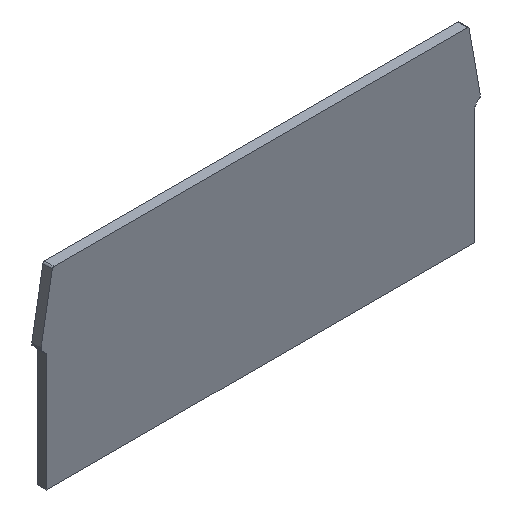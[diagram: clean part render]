
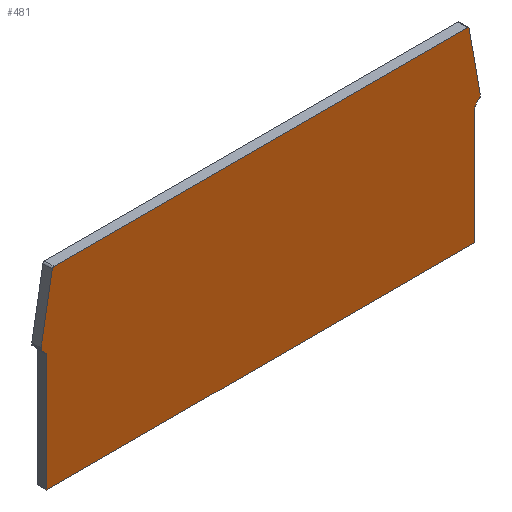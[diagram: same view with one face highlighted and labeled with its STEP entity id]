
A CAD part, isometric view. The second image highlights one B-rep face of the part: STEP entity #481.
In plain terms, the highlighted face is planar.
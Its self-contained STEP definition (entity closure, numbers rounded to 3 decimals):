
#5 = EDGE_CURVE ( 'NONE', #66, #216, #616, .T. ) ;
#8 = VERTEX_POINT ( 'NONE', #558 ) ;
#9 = DIRECTION ( 'NONE',  ( 0., 0., -1. ) ) ;
#13 = ORIENTED_EDGE ( 'NONE', *, *, #492, .T. ) ;
#14 = LINE ( 'NONE', #169, #612 ) ;
#35 = LINE ( 'NONE', #546, #337 ) ;
#36 = VERTEX_POINT ( 'NONE', #507 ) ;
#38 = AXIS2_PLACEMENT_3D ( 'NONE', #82, #587, #495 ) ;
#39 = CARTESIAN_POINT ( 'NONE',  ( 0., -34.4, -11.646 ) ) ;
#43 = ORIENTED_EDGE ( 'NONE', *, *, #115, .T. ) ;
#50 = ORIENTED_EDGE ( 'NONE', *, *, #636, .T. ) ;
#53 = FACE_OUTER_BOUND ( 'NONE', #441, .T. ) ;
#57 = VECTOR ( 'NONE', #386, 1000. ) ;
#58 = CARTESIAN_POINT ( 'NONE',  ( 0., -34.4, -11.646 ) ) ;
#63 = DIRECTION ( 'NONE',  ( 0., -0.174, 0.985 ) ) ;
#64 = DIRECTION ( 'NONE',  ( 0., 1., 0. ) ) ;
#66 = VERTEX_POINT ( 'NONE', #602 ) ;
#68 = DIRECTION ( 'NONE',  ( 0., 0., 1. ) ) ;
#75 = EDGE_CURVE ( 'NONE', #162, #149, #260, .T. ) ;
#77 = CARTESIAN_POINT ( 'NONE',  ( 0., -35.25, -10.338 ) ) ;
#82 = CARTESIAN_POINT ( 'NONE',  ( 0., 35.05, -10.589 ) ) ;
#85 = VECTOR ( 'NONE', #280, 1000. ) ;
#92 = EDGE_CURVE ( 'NONE', #290, #399, #320, .T. ) ;
#94 = CARTESIAN_POINT ( 'NONE',  ( 0., 33.175, 0. ) ) ;
#97 = LINE ( 'NONE', #339, #241 ) ;
#99 = CARTESIAN_POINT ( 'NONE',  ( 0., -34.488, -11.434 ) ) ;
#107 = VECTOR ( 'NONE', #9, 1000. ) ;
#108 = AXIS2_PLACEMENT_3D ( 'NONE', #519, #451, #270 ) ;
#110 = VERTEX_POINT ( 'NONE', #332 ) ;
#115 = EDGE_CURVE ( 'NONE', #247, #414, #630, .T. ) ;
#117 = CARTESIAN_POINT ( 'NONE',  ( 0., -35.05, -10.589 ) ) ;
#119 = CARTESIAN_POINT ( 'NONE',  ( 0., -35.25, -10.589 ) ) ;
#129 = CARTESIAN_POINT ( 'NONE',  ( 0., 34.7, -11.646 ) ) ;
#137 = CIRCLE ( 'NONE', #108, 0.3 ) ;
#138 = LINE ( 'NONE', #305, #533 ) ;
#141 = EDGE_CURVE ( 'NONE', #399, #247, #417, .T. ) ;
#143 = CARTESIAN_POINT ( 'NONE',  ( 0., 34.488, -11.434 ) ) ;
#149 = VERTEX_POINT ( 'NONE', #119 ) ;
#155 = ORIENTED_EDGE ( 'NONE', *, *, #388, .T. ) ;
#162 = VERTEX_POINT ( 'NONE', #77 ) ;
#165 = CIRCLE ( 'NONE', #225, 0.3 ) ;
#169 = CARTESIAN_POINT ( 'NONE',  ( 0., -2.5, -30.5 ) ) ;
#172 = ORIENTED_EDGE ( 'NONE', *, *, #551, .T. ) ;
#173 = CARTESIAN_POINT ( 'NONE',  ( 0., 3.3, -30.5 ) ) ;
#191 = VERTEX_POINT ( 'NONE', #582 ) ;
#212 = CARTESIAN_POINT ( 'NONE',  ( 0., -33.175, 0. ) ) ;
#214 = ORIENTED_EDGE ( 'NONE', *, *, #617, .T. ) ;
#216 = VERTEX_POINT ( 'NONE', #644 ) ;
#225 = AXIS2_PLACEMENT_3D ( 'NONE', #463, #603, #508 ) ;
#232 = EDGE_CURVE ( 'NONE', #421, #110, #592, .T. ) ;
#239 = EDGE_CURVE ( 'NONE', #110, #8, #284, .T. ) ;
#241 = VECTOR ( 'NONE', #589, 1000. ) ;
#243 = ORIENTED_EDGE ( 'NONE', *, *, #335, .T. ) ;
#247 = VERTEX_POINT ( 'NONE', #94 ) ;
#258 = PLANE ( 'NONE',  #327 ) ;
#259 = VERTEX_POINT ( 'NONE', #39 ) ;
#260 = LINE ( 'NONE', #607, #107 ) ;
#270 = DIRECTION ( 'NONE',  ( 0., 0., 1. ) ) ;
#271 = ORIENTED_EDGE ( 'NONE', *, *, #75, .T. ) ;
#272 = CARTESIAN_POINT ( 'NONE',  ( 0., 34.4, -30. ) ) ;
#274 = CARTESIAN_POINT ( 'NONE',  ( 0., -34.4, -30.5 ) ) ;
#280 = DIRECTION ( 'NONE',  ( 0., 0.707, -0.707 ) ) ;
#281 = ORIENTED_EDGE ( 'NONE', *, *, #141, .T. ) ;
#283 = CARTESIAN_POINT ( 'NONE',  ( 0., 35.25, -10.589 ) ) ;
#284 = CIRCLE ( 'NONE', #38, 0.2 ) ;
#287 = DIRECTION ( 'NONE',  ( 0., -1., 0. ) ) ;
#288 = DIRECTION ( 'NONE',  ( -1., 0., 0. ) ) ;
#290 = VERTEX_POINT ( 'NONE', #443 ) ;
#300 = DIRECTION ( 'NONE',  ( 0., -1., 0. ) ) ;
#305 = CARTESIAN_POINT ( 'NONE',  ( 0., -33.471, -0.248 ) ) ;
#306 = EDGE_CURVE ( 'NONE', #216, #395, #97, .T. ) ;
#311 = ORIENTED_EDGE ( 'NONE', *, *, #5, .T. ) ;
#313 = DIRECTION ( 'NONE',  ( 0., 0., -1. ) ) ;
#318 = CARTESIAN_POINT ( 'NONE',  ( 0., 33.471, -0.248 ) ) ;
#319 = ORIENTED_EDGE ( 'NONE', *, *, #351, .T. ) ;
#320 = LINE ( 'NONE', #517, #477 ) ;
#327 = AXIS2_PLACEMENT_3D ( 'NONE', #357, #618, #471 ) ;
#328 = DIRECTION ( 'NONE',  ( 1., 0., 0. ) ) ;
#332 = CARTESIAN_POINT ( 'NONE',  ( 0., 35.191, -10.73 ) ) ;
#335 = EDGE_CURVE ( 'NONE', #583, #66, #35, .T. ) ;
#337 = VECTOR ( 'NONE', #435, 1000. ) ;
#339 = CARTESIAN_POINT ( 'NONE',  ( 0., 34.4, -21.4 ) ) ;
#351 = EDGE_CURVE ( 'NONE', #414, #36, #137, .T. ) ;
#356 = DIRECTION ( 'NONE',  ( 0., -0.174, -0.985 ) ) ;
#357 = CARTESIAN_POINT ( 'NONE',  ( 0., 33.175, -0.3 ) ) ;
#363 = VECTOR ( 'NONE', #287, 1000. ) ;
#364 = CIRCLE ( 'NONE', #375, 0.2 ) ;
#374 = VECTOR ( 'NONE', #313, 1000. ) ;
#375 = AXIS2_PLACEMENT_3D ( 'NONE', #117, #328, #526 ) ;
#378 = DIRECTION ( 'NONE',  ( 1., 0., 0. ) ) ;
#384 = CARTESIAN_POINT ( 'NONE',  ( 0., 33.175, -0.3 ) ) ;
#386 = DIRECTION ( 'NONE',  ( 0., 0.707, 0.707 ) ) ;
#388 = EDGE_CURVE ( 'NONE', #259, #496, #412, .T. ) ;
#395 = VERTEX_POINT ( 'NONE', #420 ) ;
#399 = VERTEX_POINT ( 'NONE', #318 ) ;
#412 = LINE ( 'NONE', #58, #374 ) ;
#414 = VERTEX_POINT ( 'NONE', #212 ) ;
#417 = CIRCLE ( 'NONE', #469, 0.3 ) ;
#420 = CARTESIAN_POINT ( 'NONE',  ( 0., 34.4, -11.646 ) ) ;
#421 = VERTEX_POINT ( 'NONE', #465 ) ;
#422 = LINE ( 'NONE', #283, #562 ) ;
#430 = VERTEX_POINT ( 'NONE', #99 ) ;
#431 = DIRECTION ( 'NONE',  ( 0., 0., 1. ) ) ;
#434 = CIRCLE ( 'NONE', #623, 0.3 ) ;
#435 = DIRECTION ( 'NONE',  ( 0., 1., 0. ) ) ;
#441 = EDGE_LOOP ( 'NONE', ( #281, #43, #319, #610, #271, #172, #13, #214, #155, #615, #243, #311, #547, #50, #455, #635, #561, #553 ) ) ;
#443 = CARTESIAN_POINT ( 'NONE',  ( 0., 35.25, -10.338 ) ) ;
#451 = DIRECTION ( 'NONE',  ( 1., 0., 0. ) ) ;
#455 = ORIENTED_EDGE ( 'NONE', *, *, #232, .T. ) ;
#463 = CARTESIAN_POINT ( 'NONE',  ( 0., -34.7, -11.646 ) ) ;
#465 = CARTESIAN_POINT ( 'NONE',  ( 0., 34.488, -11.434 ) ) ;
#469 = AXIS2_PLACEMENT_3D ( 'NONE', #384, #378, #431 ) ;
#471 = DIRECTION ( 'NONE',  ( 0., -1., 0. ) ) ;
#474 = CARTESIAN_POINT ( 'NONE',  ( 0., -35.191, -10.73 ) ) ;
#477 = VECTOR ( 'NONE', #63, 1000. ) ;
#481 = ADVANCED_FACE ( 'NONE', ( #53 ), #258, .T. ) ;
#492 = EDGE_CURVE ( 'NONE', #191, #430, #620, .T. ) ;
#495 = DIRECTION ( 'NONE',  ( 0., -1., 0. ) ) ;
#496 = VERTEX_POINT ( 'NONE', #274 ) ;
#498 = VECTOR ( 'NONE', #513, 1000. ) ;
#507 = CARTESIAN_POINT ( 'NONE',  ( 0., -33.471, -0.248 ) ) ;
#508 = DIRECTION ( 'NONE',  ( 0., 0., 1. ) ) ;
#513 = DIRECTION ( 'NONE',  ( 0., 0., 1. ) ) ;
#517 = CARTESIAN_POINT ( 'NONE',  ( 0., 35.25, -10.338 ) ) ;
#519 = CARTESIAN_POINT ( 'NONE',  ( 0., -33.175, -0.3 ) ) ;
#526 = DIRECTION ( 'NONE',  ( 0., 0., 1. ) ) ;
#531 = EDGE_CURVE ( 'NONE', #8, #290, #422, .T. ) ;
#533 = VECTOR ( 'NONE', #356, 1000. ) ;
#546 = CARTESIAN_POINT ( 'NONE',  ( 0., 3.3, -30.5 ) ) ;
#547 = ORIENTED_EDGE ( 'NONE', *, *, #306, .T. ) ;
#551 = EDGE_CURVE ( 'NONE', #149, #191, #364, .T. ) ;
#553 = ORIENTED_EDGE ( 'NONE', *, *, #92, .T. ) ;
#558 = CARTESIAN_POINT ( 'NONE',  ( 0., 35.25, -10.589 ) ) ;
#561 = ORIENTED_EDGE ( 'NONE', *, *, #531, .T. ) ;
#562 = VECTOR ( 'NONE', #68, 1000. ) ;
#582 = CARTESIAN_POINT ( 'NONE',  ( 0., -35.191, -10.73 ) ) ;
#583 = VERTEX_POINT ( 'NONE', #173 ) ;
#587 = DIRECTION ( 'NONE',  ( 1., 0., 0. ) ) ;
#589 = DIRECTION ( 'NONE',  ( 0., 0., 1. ) ) ;
#592 = LINE ( 'NONE', #143, #57 ) ;
#594 = EDGE_CURVE ( 'NONE', #496, #583, #14, .T. ) ;
#602 = CARTESIAN_POINT ( 'NONE',  ( 0., 34.4, -30.5 ) ) ;
#603 = DIRECTION ( 'NONE',  ( -1., 0., 0. ) ) ;
#607 = CARTESIAN_POINT ( 'NONE',  ( 0., -35.25, -10.338 ) ) ;
#610 = ORIENTED_EDGE ( 'NONE', *, *, #643, .T. ) ;
#612 = VECTOR ( 'NONE', #64, 1000. ) ;
#615 = ORIENTED_EDGE ( 'NONE', *, *, #594, .T. ) ;
#616 = LINE ( 'NONE', #272, #498 ) ;
#617 = EDGE_CURVE ( 'NONE', #430, #259, #165, .T. ) ;
#618 = DIRECTION ( 'NONE',  ( 1., 0., 0. ) ) ;
#620 = LINE ( 'NONE', #474, #85 ) ;
#623 = AXIS2_PLACEMENT_3D ( 'NONE', #129, #288, #300 ) ;
#628 = CARTESIAN_POINT ( 'NONE',  ( 0., 33.176, 0. ) ) ;
#630 = LINE ( 'NONE', #628, #363 ) ;
#635 = ORIENTED_EDGE ( 'NONE', *, *, #239, .T. ) ;
#636 = EDGE_CURVE ( 'NONE', #395, #421, #434, .T. ) ;
#643 = EDGE_CURVE ( 'NONE', #36, #162, #138, .T. ) ;
#644 = CARTESIAN_POINT ( 'NONE',  ( 0., 34.4, -21.4 ) ) ;
